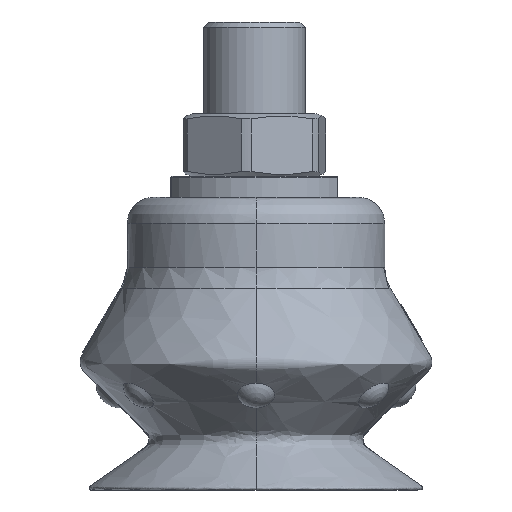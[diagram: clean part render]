
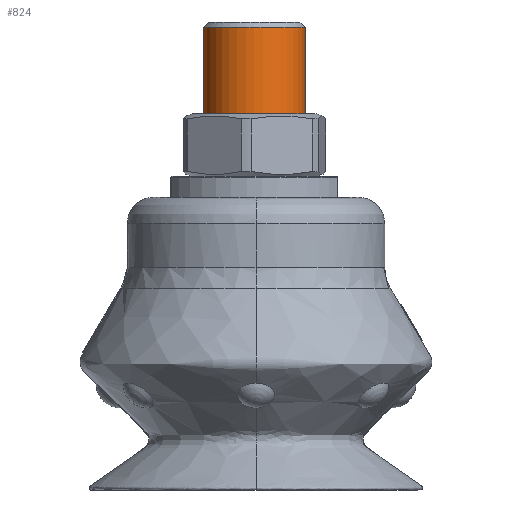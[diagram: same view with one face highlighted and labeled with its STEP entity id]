
A CAD part, front view. The second image highlights one B-rep face of the part: STEP entity #824.
In plain terms, the highlighted cylindrical face has radius 4.864 mm (diameter 9.728 mm), a full revolution.
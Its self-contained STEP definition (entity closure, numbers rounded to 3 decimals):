
#824 = ADVANCED_FACE( '', ( #1746, #1747 ), #1748, .T. );
#1746 = FACE_OUTER_BOUND( '', #8141, .T. );
#1747 = FACE_OUTER_BOUND( '', #8142, .T. );
#1748 = CYLINDRICAL_SURFACE( '', #8143, 4.864 );
#8141 = EDGE_LOOP( '', ( #12507 ) );
#8142 = EDGE_LOOP( '', ( #12508 ) );
#8143 = AXIS2_PLACEMENT_3D( '', #12509, #12510, #12511 );
#12507 = ORIENTED_EDGE( '', *, *, #13823, .T. );
#12508 = ORIENTED_EDGE( '', *, *, #14237, .F. );
#12509 = CARTESIAN_POINT( '', ( 0., 0., 54. ) );
#12510 = DIRECTION( '', ( 0., 0., 1. ) );
#12511 = DIRECTION( '', ( -1., 0., 0. ) );
#13823 = EDGE_CURVE( '', #15141, #15141, #15142, .T. );
#14237 = EDGE_CURVE( '', #15797, #15797, #15798, .T. );
#15141 = VERTEX_POINT( '', #18206 );
#15142 = CIRCLE( '', #18207, 4.864 );
#15797 = VERTEX_POINT( '', #20840 );
#15798 = CIRCLE( '', #20841, 4.864 );
#18206 = CARTESIAN_POINT( '', ( -4.864, 0., 22.3 ) );
#18207 = AXIS2_PLACEMENT_3D( '', #22937, #22938, #22939 );
#20840 = CARTESIAN_POINT( '', ( -4.864, 0., 9.804 ) );
#20841 = AXIS2_PLACEMENT_3D( '', #23165, #23166, #23167 );
#22937 = CARTESIAN_POINT( '', ( 0., 0., 22.3 ) );
#22938 = DIRECTION( '', ( 0., 0., -1. ) );
#22939 = DIRECTION( '', ( -1., 0., 0. ) );
#23165 = CARTESIAN_POINT( '', ( 0., 0., 9.804 ) );
#23166 = DIRECTION( '', ( 0., 0., -1. ) );
#23167 = DIRECTION( '', ( -1., 0., 0. ) );
